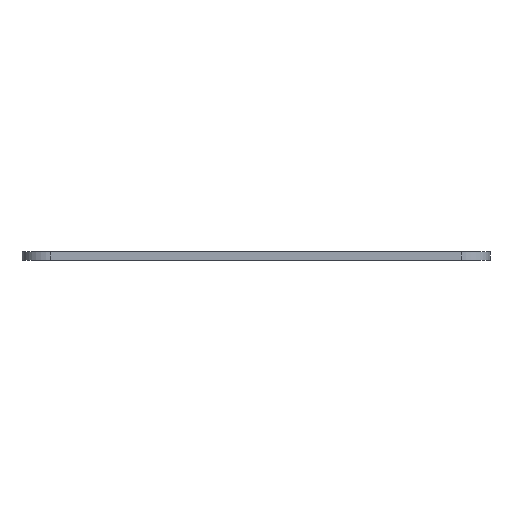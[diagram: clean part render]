
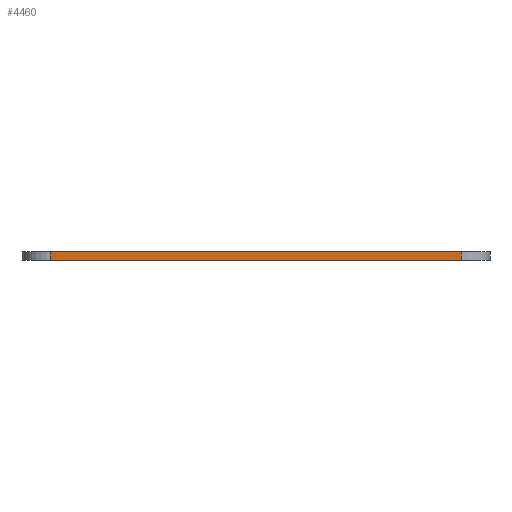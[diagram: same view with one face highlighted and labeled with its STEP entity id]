
A CAD part, front view. The second image highlights one B-rep face of the part: STEP entity #4460.
In plain terms, the highlighted planar face has unit normal (0, -1, 0).
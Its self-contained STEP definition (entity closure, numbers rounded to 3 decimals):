
#212=PLANE('',#4664);
#420=FACE_OUTER_BOUND('',#694,.T.);
#694=EDGE_LOOP('',(#3929,#3930,#3931,#3932));
#1001=LINE('',#8367,#1375);
#1030=LINE('',#8488,#1404);
#1034=LINE('',#8498,#1408);
#1069=LINE('',#8631,#1443);
#1375=VECTOR('',#5087,10.);
#1404=VECTOR('',#5184,10.);
#1408=VECTOR('',#5194,10.);
#1443=VECTOR('',#5303,10.);
#2042=VERTEX_POINT('',#8353);
#2048=VERTEX_POINT('',#8365);
#2106=VERTEX_POINT('',#8487);
#2109=VERTEX_POINT('',#8497);
#2649=EDGE_CURVE('',#2048,#2042,#1001,.T.);
#2707=EDGE_CURVE('',#2042,#2106,#1030,.T.);
#2712=EDGE_CURVE('',#2106,#2109,#1034,.T.);
#2779=EDGE_CURVE('',#2109,#2048,#1069,.T.);
#3929=ORIENTED_EDGE('',*,*,#2707,.F.);
#3930=ORIENTED_EDGE('',*,*,#2649,.F.);
#3931=ORIENTED_EDGE('',*,*,#2779,.F.);
#3932=ORIENTED_EDGE('',*,*,#2712,.F.);
#4460=ADVANCED_FACE('',(#420),#212,.T.);
#4664=AXIS2_PLACEMENT_3D('',#8632,#5304,#5305);
#5087=DIRECTION('',(1.,0.,0.));
#5184=DIRECTION('',(0.,0.,-1.));
#5194=DIRECTION('',(-1.,0.,0.));
#5303=DIRECTION('',(0.,0.,1.));
#5304=DIRECTION('center_axis',(0.,-1.,0.));
#5305=DIRECTION('ref_axis',(1.,0.,0.));
#8353=CARTESIAN_POINT('',(64.175,-9.915,1.5));
#8365=CARTESIAN_POINT('',(-7.025,-9.915,1.5));
#8367=CARTESIAN_POINT('',(69.175,-9.915,1.5));
#8487=CARTESIAN_POINT('',(64.175,-9.915,0.));
#8488=CARTESIAN_POINT('',(64.175,-9.915,0.));
#8497=CARTESIAN_POINT('',(-7.025,-9.915,0.));
#8498=CARTESIAN_POINT('',(69.175,-9.915,0.));
#8631=CARTESIAN_POINT('',(-7.025,-9.915,0.));
#8632=CARTESIAN_POINT('Origin',(-12.025,-9.915,0.));
